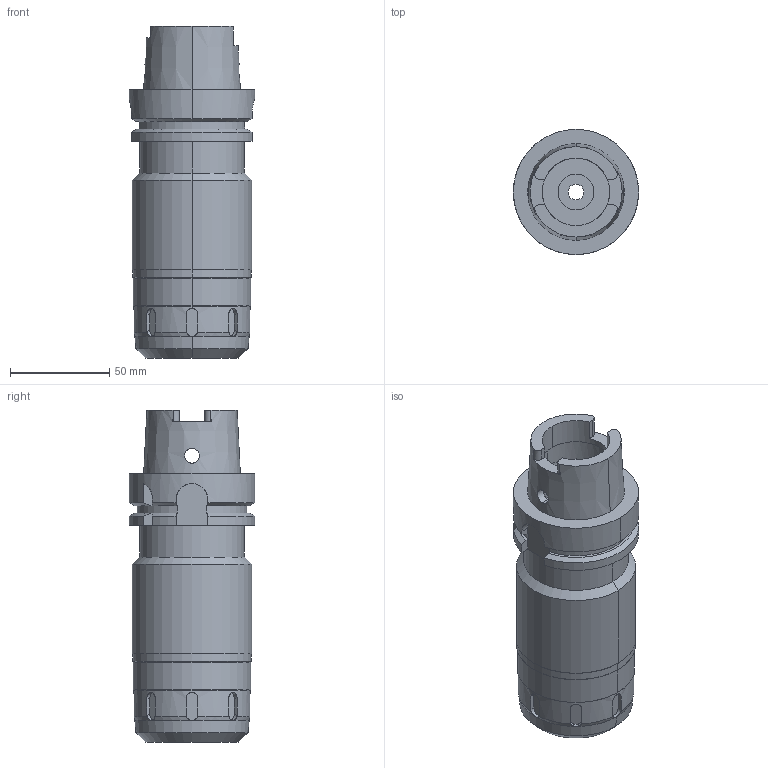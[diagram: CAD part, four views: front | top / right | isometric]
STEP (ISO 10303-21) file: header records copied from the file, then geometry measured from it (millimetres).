
FILE_DESCRIPTION((''),'2;1');
FILE_NAME('HSK-A63-HMC25S-135','2017-12-21T',('ykawabe'),(''),'CREO PARAMETRIC BY PTC INC, 2016380','CREO PARAMETRIC BY PTC INC, 2016380','');
FILE_SCHEMA(('AUTOMOTIVE_DESIGN { 1 0 10303 214 1 1 1 1 }'));
Length unit declared in the file: millimetre
Products named in the file (1): HSK-A63-HMC25S-135
Bounding box: 63 x 63 x 167 mm (x, y, z)
Volume: 323621.6 mm3; surface area: 50716.2 mm2
Topology: 1 solids, 1 shells, 151 faces, 441 edges, 297 vertices
Faces by surface type: plane 64, cylinder 63, cone 22, torus 2
Entity records: 6946 total; most frequent: CARTESIAN_POINT 1396, ORIENTED_EDGE 882, DIRECTION 838, PRESENTATION_STYLE_ASSIGNMENT 446, STYLED_ITEM 446, CURVE_STYLE 445, EDGE_CURVE 441, AXIS2_PLACEMENT_3D 319
